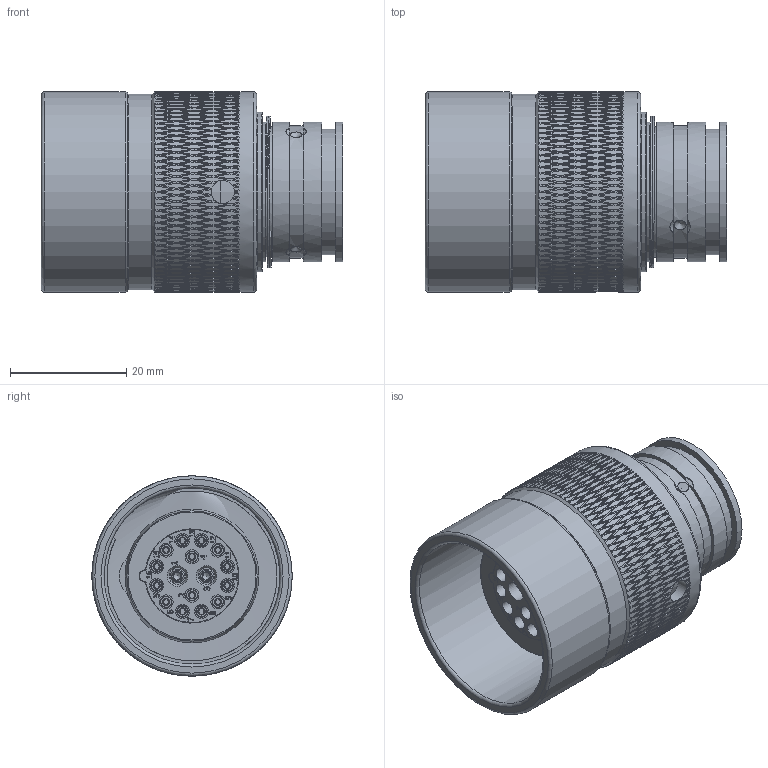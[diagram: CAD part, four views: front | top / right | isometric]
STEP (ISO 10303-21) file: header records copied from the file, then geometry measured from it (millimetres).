
FILE_DESCRIPTION(/* description */ (''),/* implementation_level */ '2;1');
FILE_NAME(/* name */ 'TrustLink MS CCP B 16 F.stp',/* time_stamp */ '2021-03-05T14:08:43+01:00',/* author */ ('sh'),/* organization */ (''),/* preprocessor_version */ 'ST-DEVELOPER v17.2',/* originating_system */ 'Autodesk Inventor 2019',/* authorisation */ '');
FILE_SCHEMA (('AUTOMOTIVE_DESIGN { 1 0 10303 214 3 1 1 }'));
Length unit declared in the file: millimetre
Products named in the file (1): TrustLink MS CCP B 16 F
Bounding box: 51.8 x 34.4 x 34.4 mm (x, y, z)
Volume: 19338.4 mm3; surface area: 19262.1 mm2
Topology: 2 solids, 3 shells, 4385 faces, 11880 edges, 7832 vertices
Faces by surface type: bspline 2969, cylinder 685, plane 518, cone 163, torus 50
Full cylindrical faces by diameter (mm): 0.5 x14, 1 x2, 1.05 x14, 1.1 x14, 1.12 x14, 1.32 x14, 1.6 x16, 1.75 x14, 1.78 x14, 1.8 x28, 1.85 x2, 1.96 x2, 1.98 x14, 2.4 x18, 2.6 x4, 2.9 x2, 2.95 x2, 3.5 x2, 4 x1, 20 x1, 20.5 x1, 21.6 x1, 22.52 x2, 22.8 x1, 23 x1, 24 x4, 24.5 x3, 26.05 x1, 27.5 x3, 29.2 x3
Entity records: 272448 total; most frequent: CARTESIAN_POINT 181510, ORIENTED_EDGE 23690, EDGE_CURVE 11845, B_SPLINE_CURVE_WITH_KNOTS 8158, VERTEX_POINT 7832, DIRECTION 7671, EDGE_LOOP 4877, STYLED_ITEM 4386
